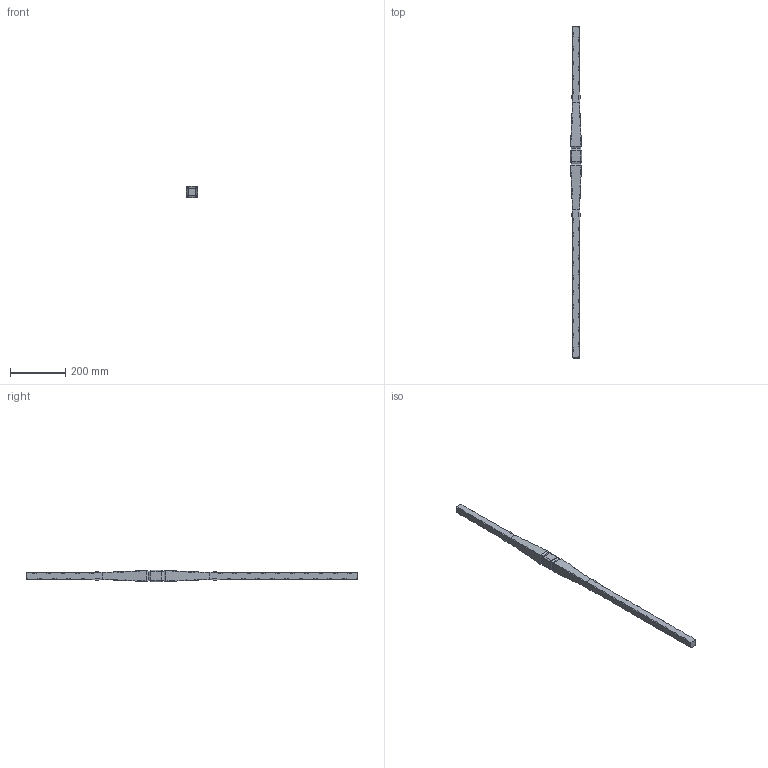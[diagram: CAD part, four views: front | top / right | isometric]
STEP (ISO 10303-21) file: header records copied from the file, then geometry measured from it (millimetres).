
FILE_DESCRIPTION (( 'STEP AP203' ), '1' );
FILE_NAME ('1004.STEP', '2023-05-04T11:58:14', ( '' ), ( '' ), 'SwSTEP 2.0', 'SolidWorks 2018', '' );
FILE_SCHEMA (( 'CONFIG_CONTROL_DESIGN' ));
Length unit declared in the file: millimetre
Products named in the file (1): 1004
Bounding box: 40 x 1200 x 40 mm (x, y, z)
Volume: 945877.7 mm3; surface area: 133103.8 mm2
Topology: 1 solids, 1 shells, 358 faces, 1139 edges, 634 vertices
Faces by surface type: plane 152, torus 92, bspline 86, cylinder 20, sphere 8
Entity records: 15628 total; most frequent: CARTESIAN_POINT 7018, ORIENTED_EDGE 1942, DIRECTION 1525, EDGE_CURVE 971, VERTEX_POINT 634, LINE 539, VECTOR 539, AXIS2_PLACEMENT_3D 493
